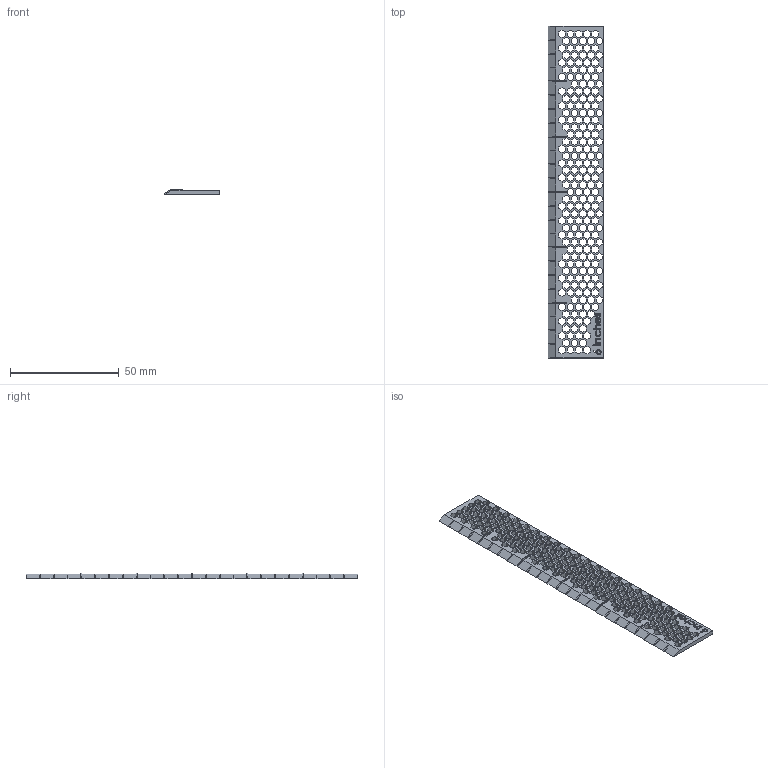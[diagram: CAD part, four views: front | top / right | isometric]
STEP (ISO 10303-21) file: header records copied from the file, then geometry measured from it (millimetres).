
FILE_DESCRIPTION (( 'STEP AP214' ), '1' );
FILE_NAME ('Ruler.stp', '2025-12-18T04:58:20', ( '' ), ( '' ), 'SwSTEP 2.0', 'SolidWorks 2025', '' );
FILE_SCHEMA (( 'AUTOMOTIVE_DESIGN' ));
Length unit declared in the file: inch
Products named in the file (1): Ruler
Bounding box: 25.4 x 152.4 x 2.5 mm (x, y, z)
Volume: 3785.7 mm3; surface area: 9551.2 mm2
Topology: 3 solids, 3 shells, 1497 faces, 4427 edges, 2936 vertices
Faces by surface type: plane 1437, bspline 60
Entity records: 52510 total; most frequent: CARTESIAN_POINT 12009, ORIENTED_EDGE 8854, DIRECTION 7183, EDGE_CURVE 4427, LINE 4307, VECTOR 4307, VERTEX_POINT 2936, EDGE_LOOP 1937
